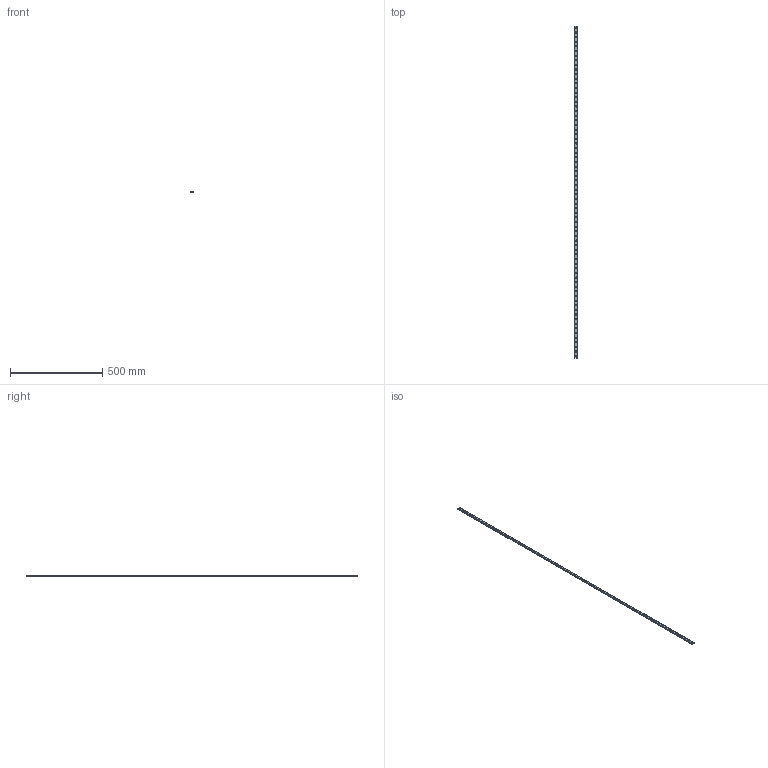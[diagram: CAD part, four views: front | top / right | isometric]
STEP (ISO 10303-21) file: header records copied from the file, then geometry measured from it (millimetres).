
FILE_DESCRIPTION(('STEP AP214'),'1');
FILE_NAME('cctmp_E7CF984F-C9CB-42CE-8BA7-52569D0FB427_2021_02_19_10_15_41_0486..stp','2021-02-19T09:15:41',('HIWIN GmbH'),('CADClick - www.CADClick.com'),'Spatial InterOp 3D',' ','unknown authorization');
FILE_SCHEMA(('AUTOMOTIVE_DESIGN'));
Length unit declared in the file: millimetre
Products named in the file (1): MGNR12R1795CM_FILE
Bounding box: 12 x 1795 x 8 mm (x, y, z)
Volume: 153706.5 mm3; surface area: 89273 mm2
Topology: 1 solids, 1 shells, 743 faces, 1563 edges, 1042 vertices
Faces by surface type: cylinder 448, plane 295
Entity records: 26281 total; most frequent: DIRECTION 3947, CARTESIAN_POINT 3349, ORIENTED_EDGE 3126, AXIS2_PLACEMENT_3D 1640, EDGE_CURVE 1563, VERTEX_POINT 1042, EDGE_LOOP 963, CIRCLE 896
